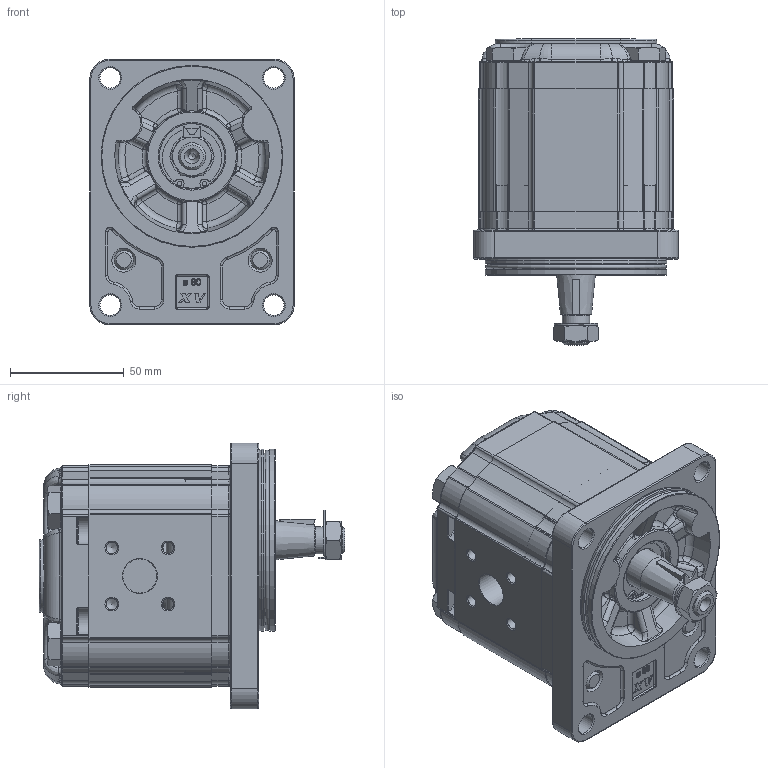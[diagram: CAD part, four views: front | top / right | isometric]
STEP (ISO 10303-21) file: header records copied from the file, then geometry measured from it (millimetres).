
FILE_DESCRIPTION( ( 'Unknown' ), '1' );
FILE_NAME( 'X2M4525FRRE.stp', 'Unknown', ( 'Unknown' ), ( 'Unknown' ), 'PSStep 14.0', 'Unknown', ' ' );
FILE_SCHEMA( ( 'AUTOMOTIVE_DESIGN { 1 0 10303 214 1 1 1 1 }' ) );
Length unit declared in the file: millimetre
Products named in the file (5): Assem1; X2M25; 2F; X2RRH54; XM217-E
Bounding box: 90 x 134.65 x 117 mm (x, y, z)
Surface area: 220506.1 mm2
Topology: 8 solids, 10 shells, 2638 faces, 6648 edges, 4130 vertices
Faces by surface type: plane 974, cylinder 734, torus 310, bspline 250, extrusion 178, cone 168, sphere 24
Full cylindrical faces by diameter (mm): 2 x4, 5 x16, 9 x8, 10.5 x8, 11.445 x2, 12 x4, 12.5 x2, 15 x4, 16 x8, 17.42 x2, 18 x2, 20.595 x2, 23.332 x2, 25.834 x2, 28.5 x2, 28.56 x2, 28.57 x2, 28.8 x2, 30.5 x2, 40 x2, 77.2 x4, 80 x4
Entity records: 59428 total; most frequent: CARTESIAN_POINT 18463, ORIENTED_EDGE 6286, DIRECTION 6201, EDGE_CURVE 3143, AXIS2_PLACEMENT_3D 2311, VERTEX_POINT 2018, VECTOR 1579, EDGE_LOOP 1522
